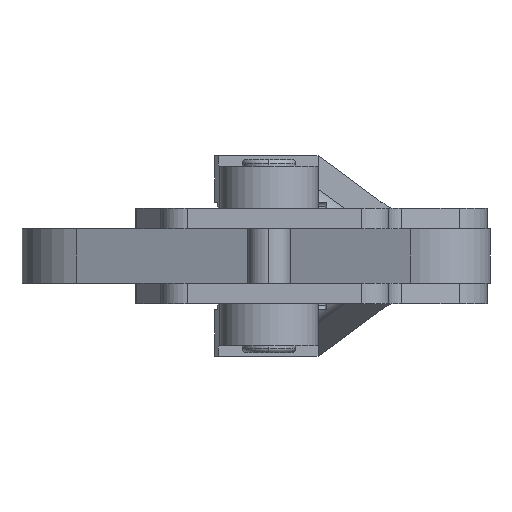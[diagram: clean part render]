
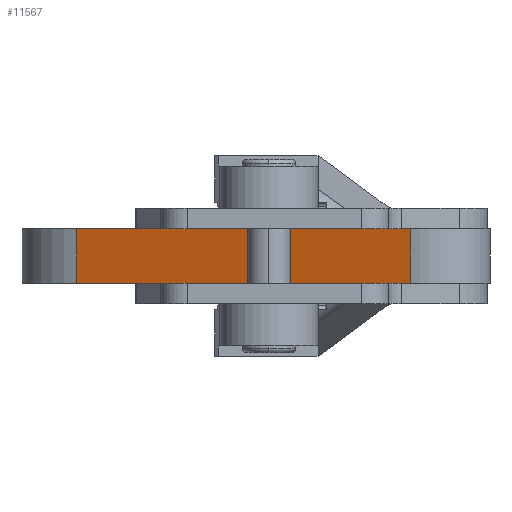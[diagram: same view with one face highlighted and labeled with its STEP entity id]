
A CAD part, front view. The second image highlights one B-rep face of the part: STEP entity #11567.
In plain terms, the highlighted planar face has unit normal (-0.348, -0.938, 0).
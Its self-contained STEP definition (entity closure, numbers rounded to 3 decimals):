
#1263 = CARTESIAN_POINT ( 'NONE',  ( -4.589, -12.377, 6.15 ) ) ;
#1268 = PLANE ( 'NONE',  #13150 ) ;
#1271 = DIRECTION ( 'NONE',  ( 0.348, 0.938, 0. ) ) ;
#1272 = DIRECTION ( 'NONE',  ( -0.938, 0.348, 0. ) ) ;
#3063 = ORIENTED_EDGE ( 'NONE', *, *, #5489, .T. ) ;
#3077 = ORIENTED_EDGE ( 'NONE', *, *, #5490, .F. ) ;
#3090 = ORIENTED_EDGE ( 'NONE', *, *, #5491, .F. ) ;
#3105 = ORIENTED_EDGE ( 'NONE', *, *, #10505, .T. ) ;
#5489 = EDGE_CURVE ( 'NONE', #20500, #20534, #21261, .T. ) ;
#5490 = EDGE_CURVE ( 'NONE', #20502, #20534, #21262, .T. ) ;
#5491 = EDGE_CURVE ( 'NONE', #20478, #20502, #21263, .T. ) ;
#6668 = EDGE_LOOP ( 'NONE', ( #3063, #3077, #3090, #3105 ) ) ;
#7850 = LINE ( 'NONE', #18950, #7852 ) ;
#7852 = VECTOR ( 'NONE', #18946, 1000. ) ;
#7953 = FACE_OUTER_BOUND ( 'NONE', #6668, .T. ) ;
#10505 = EDGE_CURVE ( 'NONE', #20478, #20500, #7850, .T. ) ;
#11567 = ADVANCED_FACE ( 'NONE', ( #7953 ), #1268, .F. ) ;
#13150 = AXIS2_PLACEMENT_3D ( 'NONE', #1263, #1271, #1272 ) ;
#13340 = CARTESIAN_POINT ( 'NONE',  ( -79.435, 15.372, 6.15 ) ) ;
#13362 = CARTESIAN_POINT ( 'NONE',  ( -79.435, 15.372, -6.15 ) ) ;
#13364 = CARTESIAN_POINT ( 'NONE',  ( -4.589, -12.377, 6.15 ) ) ;
#13396 = CARTESIAN_POINT ( 'NONE',  ( -4.589, -12.377, -6.15 ) ) ;
#18946 = DIRECTION ( 'NONE',  ( 0., 0., -1. ) ) ;
#18950 = CARTESIAN_POINT ( 'NONE',  ( -79.435, 15.372, 6.15 ) ) ;
#20478 = VERTEX_POINT ( 'NONE', #13340 ) ;
#20500 = VERTEX_POINT ( 'NONE', #13362 ) ;
#20502 = VERTEX_POINT ( 'NONE', #13364 ) ;
#20534 = VERTEX_POINT ( 'NONE', #13396 ) ;
#21261 = LINE ( 'NONE', #21733, #21264 ) ;
#21262 = LINE ( 'NONE', #21732, #21266 ) ;
#21263 = LINE ( 'NONE', #21723, #21268 ) ;
#21264 = VECTOR ( 'NONE', #21728, 1000. ) ;
#21266 = VECTOR ( 'NONE', #21737, 1000. ) ;
#21268 = VECTOR ( 'NONE', #21738, 1000. ) ;
#21723 = CARTESIAN_POINT ( 'NONE',  ( -4.589, -12.377, 6.15 ) ) ;
#21728 = DIRECTION ( 'NONE',  ( 0.938, -0.348, 0. ) ) ;
#21732 = CARTESIAN_POINT ( 'NONE',  ( -4.589, -12.377, 6.15 ) ) ;
#21733 = CARTESIAN_POINT ( 'NONE',  ( -4.589, -12.377, -6.15 ) ) ;
#21737 = DIRECTION ( 'NONE',  ( 0., 0., -1. ) ) ;
#21738 = DIRECTION ( 'NONE',  ( 0.938, -0.348, 0. ) ) ;
